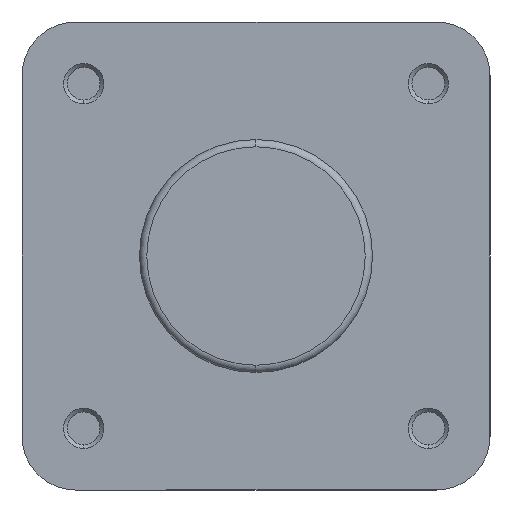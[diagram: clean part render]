
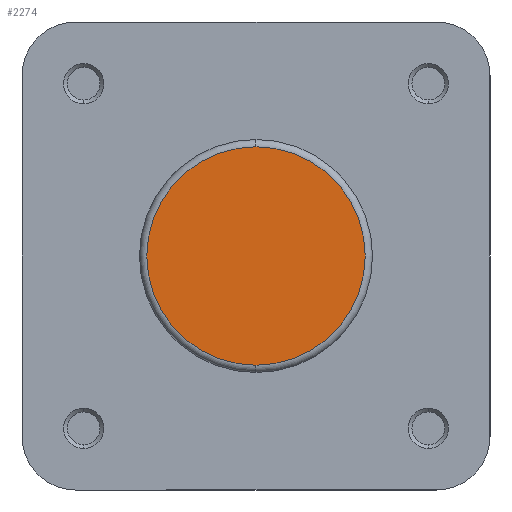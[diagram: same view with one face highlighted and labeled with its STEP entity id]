
A CAD part, left-side view. The second image highlights one B-rep face of the part: STEP entity #2274.
In plain terms, the highlighted planar face has unit normal (-1, 0, 0).
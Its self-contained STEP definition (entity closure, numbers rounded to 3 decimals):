
#67 = VERTEX_POINT ( 'NONE', #126 ) ;
#126 = CARTESIAN_POINT ( 'NONE',  ( 0., 0., 22.4 ) ) ;
#277 = VERTEX_POINT ( 'NONE', #6239 ) ;
#1120 = FACE_OUTER_BOUND ( 'NONE', #2081, .T. ) ;
#2081 = EDGE_LOOP ( 'NONE', ( #5774, #5760 ) ) ;
#2274 = ADVANCED_FACE ( 'NONE', ( #1120 ), #4078, .F. ) ;
#2690 = EDGE_CURVE ( 'NONE', #67, #277, #5401, .T. ) ;
#2747 = EDGE_CURVE ( 'NONE', #277, #67, #5483, .T. ) ;
#2981 = AXIS2_PLACEMENT_3D ( 'NONE', #4085, #4093, #4094 ) ;
#3460 = CARTESIAN_POINT ( 'NONE',  ( 0., 0., 0. ) ) ;
#3466 = DIRECTION ( 'NONE',  ( -1., 0., 0. ) ) ;
#3467 = DIRECTION ( 'NONE',  ( 0., 0., -1. ) ) ;
#3604 = CARTESIAN_POINT ( 'NONE',  ( 0., 0., 0. ) ) ;
#3611 = DIRECTION ( 'NONE',  ( -1., 0., 0. ) ) ;
#3612 = DIRECTION ( 'NONE',  ( 0., 0., -1. ) ) ;
#4078 = PLANE ( 'NONE',  #2981 ) ;
#4085 = CARTESIAN_POINT ( 'NONE',  ( 0., 23.9, 0. ) ) ;
#4093 = DIRECTION ( 'NONE',  ( 1., 0., 0. ) ) ;
#4094 = DIRECTION ( 'NONE',  ( 0., 0., -1. ) ) ;
#5401 = CIRCLE ( 'NONE', #5659, 22.4 ) ;
#5483 = CIRCLE ( 'NONE', #5689, 22.4 ) ;
#5659 = AXIS2_PLACEMENT_3D ( 'NONE', #3460, #3466, #3467 ) ;
#5689 = AXIS2_PLACEMENT_3D ( 'NONE', #3604, #3611, #3612 ) ;
#5760 = ORIENTED_EDGE ( 'NONE', *, *, #2690, .T. ) ;
#5774 = ORIENTED_EDGE ( 'NONE', *, *, #2747, .T. ) ;
#6239 = CARTESIAN_POINT ( 'NONE',  ( 0., 0., -22.4 ) ) ;
